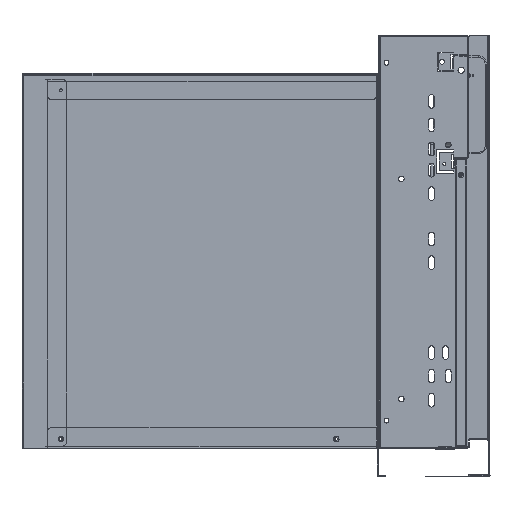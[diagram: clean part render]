
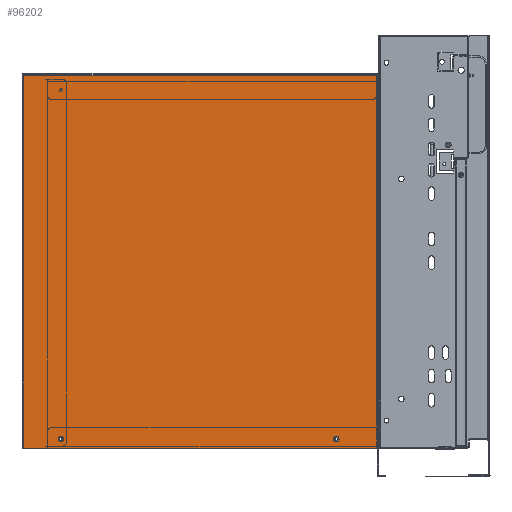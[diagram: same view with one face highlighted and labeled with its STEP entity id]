
A CAD part, left-side view. The second image highlights one B-rep face of the part: STEP entity #96202.
In plain terms, the highlighted planar face has unit normal (-1, 0, 0).
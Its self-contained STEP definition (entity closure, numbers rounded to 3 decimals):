
#92908=DIRECTION('',(0.,1.,0.));
#92909=VECTOR('',#92908,256.);
#92910=CARTESIAN_POINT('',(-150.,1.4,-1.4));
#92911=LINE('',#92910,#92909);
#92934=CARTESIAN_POINT('',(-150.,230.5,-265.7));
#92935=DIRECTION('',(1.,0.,0.));
#92936=DIRECTION('',(0.,0.,1.));
#92937=AXIS2_PLACEMENT_3D('',#92934,#92935,#92936);
#92939=CARTESIAN_POINT('',(-150.,230.5,-265.7));
#92940=DIRECTION('',(1.,0.,0.));
#92941=DIRECTION('',(0.,0.,-1.));
#92942=AXIS2_PLACEMENT_3D('',#92939,#92940,#92941);
#92944=CARTESIAN_POINT('',(-150.,30.5,-265.7));
#92945=DIRECTION('',(1.,0.,0.));
#92946=DIRECTION('',(0.,0.,1.));
#92947=AXIS2_PLACEMENT_3D('',#92944,#92945,#92946);
#92949=CARTESIAN_POINT('',(-150.,30.5,-265.7));
#92950=DIRECTION('',(1.,0.,0.));
#92951=DIRECTION('',(0.,0.,-1.));
#92952=AXIS2_PLACEMENT_3D('',#92949,#92950,#92951);
#92954=CARTESIAN_POINT('',(-150.,2.,-270.3));
#92955=DIRECTION('',(-1.,0.,0.));
#92956=DIRECTION('',(0.,0.,-1.));
#92957=AXIS2_PLACEMENT_3D('',#92954,#92955,#92956);
#92959=DIRECTION('',(0.,-1.,0.));
#92960=VECTOR('',#92959,255.4);
#92961=CARTESIAN_POINT('',(-150.,257.4,-272.3));
#92962=LINE('',#92961,#92960);
#92963=DIRECTION('',(0.,-1.,0.));
#92964=VECTOR('',#92963,1.4);
#92965=CARTESIAN_POINT('',(-150.,1.4,-255.8));
#92966=LINE('',#92965,#92964);
#92967=DIRECTION('',(0.,0.,1.));
#92968=VECTOR('',#92967,14.5);
#92969=CARTESIAN_POINT('',(-150.,0.,-270.3));
#92970=LINE('',#92969,#92968);
#93054=DIRECTION('',(0.,0.,-1.));
#93055=VECTOR('',#93054,254.4);
#93056=CARTESIAN_POINT('',(-150.,1.4,-1.4));
#93057=LINE('',#93056,#93055);
#94081=DIRECTION('',(0.,0.,1.));
#94082=VECTOR('',#94081,270.9);
#94083=CARTESIAN_POINT('',(-150.,257.4,-272.3));
#94084=LINE('',#94083,#94082);
#94571=CARTESIAN_POINT('',(-150.,1.4,-1.4));
#94572=CARTESIAN_POINT('',(-150.,1.4,-255.8));
#94573=VERTEX_POINT('',#94571);
#94574=VERTEX_POINT('',#94572);
#94623=CARTESIAN_POINT('',(-150.,0.,-255.8));
#94624=VERTEX_POINT('',#94623);
#94663=CARTESIAN_POINT('',(-150.,257.4,-1.4));
#94665=VERTEX_POINT('',#94663);
#94693=CARTESIAN_POINT('',(-150.,257.4,-272.3));
#94694=VERTEX_POINT('',#94693);
#94775=CARTESIAN_POINT('',(-150.,230.5,-263.95));
#94776=CARTESIAN_POINT('',(-150.,230.5,-267.45));
#94777=VERTEX_POINT('',#94775);
#94778=VERTEX_POINT('',#94776);
#94791=CARTESIAN_POINT('',(-150.,30.5,-263.7));
#94792=CARTESIAN_POINT('',(-150.,30.5,-267.7));
#94793=VERTEX_POINT('',#94791);
#94794=VERTEX_POINT('',#94792);
#94927=CARTESIAN_POINT('',(-150.,2.,-272.3));
#94928=CARTESIAN_POINT('',(-150.,0.,-270.3));
#94929=VERTEX_POINT('',#94927);
#94930=VERTEX_POINT('',#94928);
#96170=CARTESIAN_POINT('',(-150.,196.242,0.));
#96171=DIRECTION('',(-1.,0.,0.));
#96172=DIRECTION('',(0.,1.,0.));
#96173=AXIS2_PLACEMENT_3D('',#96170,#96171,#96172);
#96174=PLANE('',#96173);
#96176=ORIENTED_EDGE('',*,*,#96175,.F.);
#96178=ORIENTED_EDGE('',*,*,#96177,.F.);
#96180=ORIENTED_EDGE('',*,*,#96179,.T.);
#96181=ORIENTED_EDGE('',*,*,#96157,.F.);
#96183=ORIENTED_EDGE('',*,*,#96182,.T.);
#96185=ORIENTED_EDGE('',*,*,#96184,.T.);
#96187=ORIENTED_EDGE('',*,*,#96186,.F.);
#96188=EDGE_LOOP('',(#96176,#96178,#96180,#96181,#96183,#96185,#96187));
#96189=FACE_OUTER_BOUND('',#96188,.F.);
#96191=ORIENTED_EDGE('',*,*,#96190,.F.);
#96193=ORIENTED_EDGE('',*,*,#96192,.F.);
#96194=EDGE_LOOP('',(#96191,#96193));
#96195=FACE_BOUND('',#96194,.F.);
#96197=ORIENTED_EDGE('',*,*,#96196,.F.);
#96199=ORIENTED_EDGE('',*,*,#96198,.F.);
#96200=EDGE_LOOP('',(#96197,#96199));
#96201=FACE_BOUND('',#96200,.F.);
#96202=ADVANCED_FACE('',(#96189,#96195,#96201),#96174,.T.);
#92938=CIRCLE('',#92937,1.75);
#92943=CIRCLE('',#92942,1.75);
#92948=CIRCLE('',#92947,2.);
#92953=CIRCLE('',#92952,2.);
#92958=CIRCLE('',#92957,2.);
#96157=EDGE_CURVE('',#94573,#94665,#92911,.T.);
#96175=EDGE_CURVE('',#94929,#94930,#92958,.T.);
#96177=EDGE_CURVE('',#94694,#94929,#92962,.T.);
#96179=EDGE_CURVE('',#94694,#94665,#94084,.T.);
#96182=EDGE_CURVE('',#94573,#94574,#93057,.T.);
#96184=EDGE_CURVE('',#94574,#94624,#92966,.T.);
#96186=EDGE_CURVE('',#94930,#94624,#92970,.T.);
#96190=EDGE_CURVE('',#94793,#94794,#92948,.T.);
#96192=EDGE_CURVE('',#94794,#94793,#92953,.T.);
#96196=EDGE_CURVE('',#94777,#94778,#92938,.T.);
#96198=EDGE_CURVE('',#94778,#94777,#92943,.T.);
